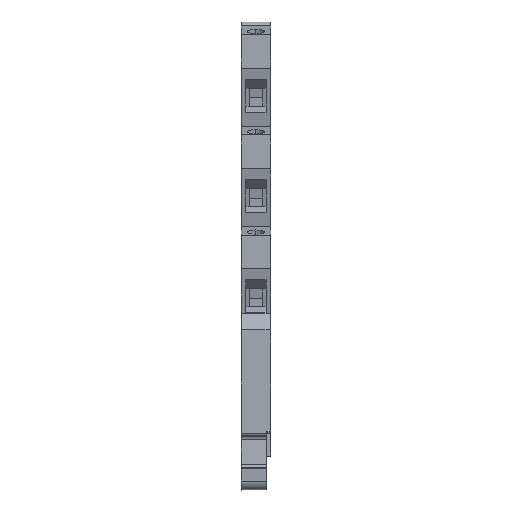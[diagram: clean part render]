
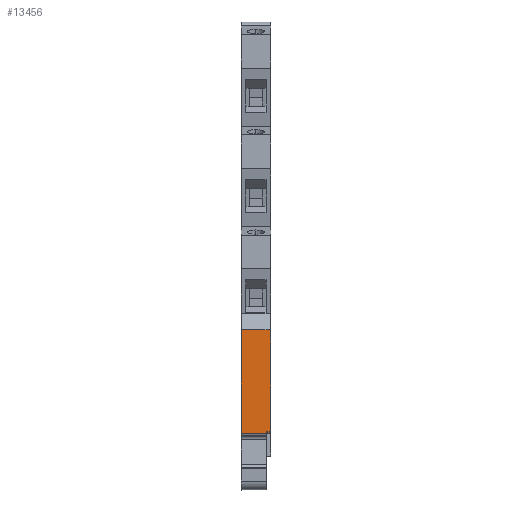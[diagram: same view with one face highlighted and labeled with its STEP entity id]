
A CAD part, front view. The second image highlights one B-rep face of the part: STEP entity #13456.
In plain terms, the highlighted planar face has unit normal (0, -1, 0).
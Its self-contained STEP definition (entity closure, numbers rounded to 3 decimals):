
#13417=AXIS2_PLACEMENT_3D('Plane Axis2P3D',#13414,#13415,#13416) ;
#3401=CARTESIAN_POINT('Vertex',(0.,1.1,11.753)) ;
#3404=CARTESIAN_POINT('Line Origine',(0.,1.1,22.503)) ;
#3408=CARTESIAN_POINT('Vertex',(0.,1.1,33.253)) ;
#5150=CARTESIAN_POINT('Line Origine',(2.55,1.1,33.253)) ;
#5154=CARTESIAN_POINT('Vertex',(5.1,1.1,33.253)) ;
#5157=CARTESIAN_POINT('Line Origine',(5.575,1.1,33.253)) ;
#5161=CARTESIAN_POINT('Vertex',(6.05,1.1,33.254)) ;
#5195=CARTESIAN_POINT('Vertex',(5.2,1.1,11.753)) ;
#5198=CARTESIAN_POINT('Line Origine',(2.6,1.1,11.753)) ;
#8643=CARTESIAN_POINT('Vertex',(6.05,1.1,11.753)) ;
#8646=CARTESIAN_POINT('Line Origine',(5.625,1.1,11.753)) ;
#13414=CARTESIAN_POINT('Axis2P3D Location',(0.,1.1,33.233)) ;
#13419=CARTESIAN_POINT('Line Origine',(6.05,1.1,19.883)) ;
#13423=CARTESIAN_POINT('Vertex',(6.05,1.1,27.033)) ;
#13425=CARTESIAN_POINT('Vertex',(6.05,1.1,12.733)) ;
#13428=CARTESIAN_POINT('Line Origine',(6.05,1.1,27.043)) ;
#13432=CARTESIAN_POINT('Vertex',(6.05,1.1,27.053)) ;
#13435=CARTESIAN_POINT('Line Origine',(6.05,1.1,30.154)) ;
#13440=CARTESIAN_POINT('Line Origine',(6.05,1.1,12.243)) ;
#3405=DIRECTION('Vector Direction',(0.,0.,-1.)) ;
#5151=DIRECTION('Vector Direction',(-1.,0.,0.)) ;
#5158=DIRECTION('Vector Direction',(-1.,0.,0.)) ;
#5199=DIRECTION('Vector Direction',(1.,0.,0.)) ;
#8647=DIRECTION('Vector Direction',(1.,0.,0.)) ;
#13415=DIRECTION('Axis2P3D Direction',(0.,-1.,0.)) ;
#13416=DIRECTION('Axis2P3D XDirection',(0.,0.,-1.)) ;
#13420=DIRECTION('Vector Direction',(0.,0.,-1.)) ;
#13429=DIRECTION('Vector Direction',(0.,0.,-1.)) ;
#13436=DIRECTION('Vector Direction',(0.,0.,-1.)) ;
#13441=DIRECTION('Vector Direction',(0.,0.,-1.)) ;
#3406=VECTOR('Line Direction',#3405,1.) ;
#5152=VECTOR('Line Direction',#5151,1.) ;
#5159=VECTOR('Line Direction',#5158,1.) ;
#5200=VECTOR('Line Direction',#5199,1.) ;
#8648=VECTOR('Line Direction',#8647,1.) ;
#13421=VECTOR('Line Direction',#13420,1.) ;
#13430=VECTOR('Line Direction',#13429,1.) ;
#13437=VECTOR('Line Direction',#13436,1.) ;
#13442=VECTOR('Line Direction',#13441,1.) ;
#13446=ORIENTED_EDGE('',*,*,#13427,.F.) ;
#13447=ORIENTED_EDGE('',*,*,#13434,.F.) ;
#13448=ORIENTED_EDGE('',*,*,#13439,.F.) ;
#13449=ORIENTED_EDGE('',*,*,#5163,.F.) ;
#13450=ORIENTED_EDGE('',*,*,#5156,.F.) ;
#13451=ORIENTED_EDGE('',*,*,#3410,.F.) ;
#13452=ORIENTED_EDGE('',*,*,#5202,.T.) ;
#13453=ORIENTED_EDGE('',*,*,#8650,.T.) ;
#13454=ORIENTED_EDGE('',*,*,#13444,.F.) ;
#13456=ADVANCED_FACE('GEHAEUSE',(#13455),#13418,.T.) ;
#3410=EDGE_CURVE('',#3402,#3409,#3407,.F.) ;
#5156=EDGE_CURVE('',#3409,#5155,#5153,.F.) ;
#5163=EDGE_CURVE('',#5155,#5162,#5160,.F.) ;
#5202=EDGE_CURVE('',#3402,#5196,#5201,.T.) ;
#8650=EDGE_CURVE('',#5196,#8644,#8649,.T.) ;
#13427=EDGE_CURVE('',#13424,#13426,#13422,.T.) ;
#13434=EDGE_CURVE('',#13433,#13424,#13431,.T.) ;
#13439=EDGE_CURVE('',#5162,#13433,#13438,.T.) ;
#13444=EDGE_CURVE('',#13426,#8644,#13443,.T.) ;
#13445=EDGE_LOOP('',(#13446,#13447,#13448,#13449,#13450,#13451,#13452,#13453,#13454)) ;
#13455=FACE_OUTER_BOUND('',#13445,.T.) ;
#3407=LINE('Line',#3404,#3406) ;
#5153=LINE('Line',#5150,#5152) ;
#5160=LINE('Line',#5157,#5159) ;
#5201=LINE('Line',#5198,#5200) ;
#8649=LINE('Line',#8646,#8648) ;
#13422=LINE('Line',#13419,#13421) ;
#13431=LINE('Line',#13428,#13430) ;
#13438=LINE('Line',#13435,#13437) ;
#13443=LINE('Line',#13440,#13442) ;
#13418=PLANE('',#13417) ;
#3402=VERTEX_POINT('',#3401) ;
#3409=VERTEX_POINT('',#3408) ;
#5155=VERTEX_POINT('',#5154) ;
#5162=VERTEX_POINT('',#5161) ;
#5196=VERTEX_POINT('',#5195) ;
#8644=VERTEX_POINT('',#8643) ;
#13424=VERTEX_POINT('',#13423) ;
#13426=VERTEX_POINT('',#13425) ;
#13433=VERTEX_POINT('',#13432) ;
